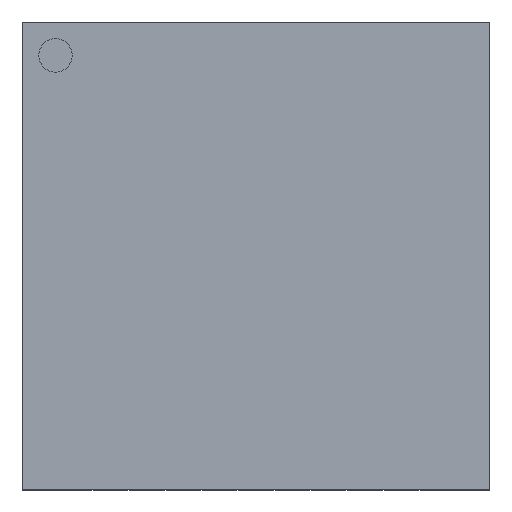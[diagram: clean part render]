
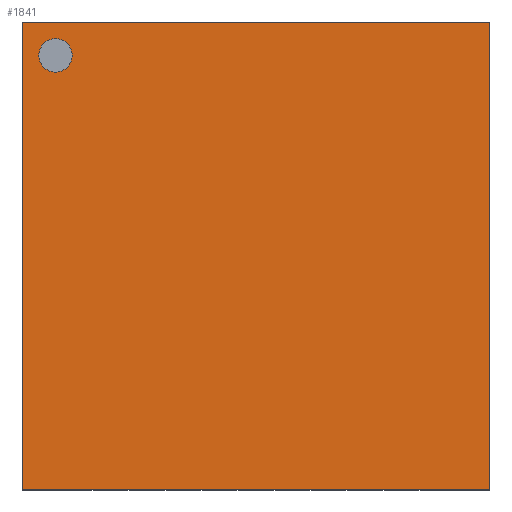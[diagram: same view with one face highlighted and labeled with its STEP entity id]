
A CAD part, top view. The second image highlights one B-rep face of the part: STEP entity #1841.
In plain terms, the highlighted planar face has unit normal (0, 0, 1).
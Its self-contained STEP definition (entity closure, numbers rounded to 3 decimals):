
#24 = VERTEX_POINT('',#25);
#25 = CARTESIAN_POINT('',(-2.75,3.,1.));
#32 = CYLINDRICAL_SURFACE('',#33,0.25);
#33 = AXIS2_PLACEMENT_3D('',#34,#35,#36);
#34 = CARTESIAN_POINT('',(-3.,3.,0.9));
#35 = DIRECTION('',(0.,0.,1.));
#36 = DIRECTION('',(1.,0.,0.));
#44 = CYLINDRICAL_SURFACE('',#45,0.25);
#45 = AXIS2_PLACEMENT_3D('',#46,#47,#48);
#46 = CARTESIAN_POINT('',(-3.,3.,0.9));
#47 = DIRECTION('',(0.,0.,1.));
#48 = DIRECTION('',(1.,0.,0.));
#56 = EDGE_CURVE('',#24,#57,#59,.T.);
#57 = VERTEX_POINT('',#58);
#58 = CARTESIAN_POINT('',(-3.25,3.,1.));
#59 = SURFACE_CURVE('',#60,(#65,#72),.PCURVE_S1.);
#60 = CIRCLE('',#61,0.25);
#61 = AXIS2_PLACEMENT_3D('',#62,#63,#64);
#62 = CARTESIAN_POINT('',(-3.,3.,1.));
#63 = DIRECTION('',(0.,0.,-1.));
#64 = DIRECTION('',(1.,0.,0.));
#65 = PCURVE('',#32,#66);
#66 = DEFINITIONAL_REPRESENTATION('',(#67),#71);
#67 = LINE('',#68,#69);
#68 = CARTESIAN_POINT('',(6.283,0.1));
#69 = VECTOR('',#70,1.);
#70 = DIRECTION('',(-1.,0.));
#71 = ( GEOMETRIC_REPRESENTATION_CONTEXT(2) 
PARAMETRIC_REPRESENTATION_CONTEXT() REPRESENTATION_CONTEXT('2D SPACE',''
  ) );
#72 = PCURVE('',#73,#78);
#73 = PLANE('',#74);
#74 = AXIS2_PLACEMENT_3D('',#75,#76,#77);
#75 = CARTESIAN_POINT('',(-3.5,-3.5,1.));
#76 = DIRECTION('',(0.,0.,1.));
#77 = DIRECTION('',(1.,0.,0.));
#78 = DEFINITIONAL_REPRESENTATION('',(#79),#87);
#79 = ( BOUNDED_CURVE() B_SPLINE_CURVE(2,(#80,#81,#82,#83,#84,#85,#86),
.UNSPECIFIED.,.T.,.F.) B_SPLINE_CURVE_WITH_KNOTS((1,2,2,2,2,1),(
    -2.094,0.,2.094,4.189,6.283,
8.378),.UNSPECIFIED.) CURVE() GEOMETRIC_REPRESENTATION_ITEM() 
RATIONAL_B_SPLINE_CURVE((1.,0.5,1.,0.5,1.,0.5,1.)) REPRESENTATION_ITEM(
  '') );
#80 = CARTESIAN_POINT('',(0.75,6.5));
#81 = CARTESIAN_POINT('',(0.75,6.067));
#82 = CARTESIAN_POINT('',(0.375,6.283));
#83 = CARTESIAN_POINT('',(0.,6.5));
#84 = CARTESIAN_POINT('',(0.375,6.717));
#85 = CARTESIAN_POINT('',(0.75,6.933));
#86 = CARTESIAN_POINT('',(0.75,6.5));
#87 = ( GEOMETRIC_REPRESENTATION_CONTEXT(2) 
PARAMETRIC_REPRESENTATION_CONTEXT() REPRESENTATION_CONTEXT('2D SPACE',''
  ) );
#1841 = ADVANCED_FACE('',(#1842,#1956),#73,.T.);
#1842 = FACE_BOUND('',#1843,.T.);
#1843 = EDGE_LOOP('',(#1844,#1874,#1902,#1930));
#1844 = ORIENTED_EDGE('',*,*,#1845,.T.);
#1845 = EDGE_CURVE('',#1846,#1848,#1850,.T.);
#1846 = VERTEX_POINT('',#1847);
#1847 = CARTESIAN_POINT('',(3.5,-3.5,1.));
#1848 = VERTEX_POINT('',#1849);
#1849 = CARTESIAN_POINT('',(3.5,3.5,1.));
#1850 = SURFACE_CURVE('',#1851,(#1855,#1862),.PCURVE_S1.);
#1851 = LINE('',#1852,#1853);
#1852 = CARTESIAN_POINT('',(3.5,-3.5,1.));
#1853 = VECTOR('',#1854,1.);
#1854 = DIRECTION('',(0.,1.,0.));
#1855 = PCURVE('',#73,#1856);
#1856 = DEFINITIONAL_REPRESENTATION('',(#1857),#1861);
#1857 = LINE('',#1858,#1859);
#1858 = CARTESIAN_POINT('',(7.,0.));
#1859 = VECTOR('',#1860,1.);
#1860 = DIRECTION('',(0.,1.));
#1861 = ( GEOMETRIC_REPRESENTATION_CONTEXT(2) 
PARAMETRIC_REPRESENTATION_CONTEXT() REPRESENTATION_CONTEXT('2D SPACE',''
  ) );
#1862 = PCURVE('',#1863,#1868);
#1863 = PLANE('',#1864);
#1864 = AXIS2_PLACEMENT_3D('',#1865,#1866,#1867);
#1865 = CARTESIAN_POINT('',(3.5,-3.5,1.));
#1866 = DIRECTION('',(-1.,0.,0.));
#1867 = DIRECTION('',(0.,0.,1.));
#1868 = DEFINITIONAL_REPRESENTATION('',(#1869),#1873);
#1869 = LINE('',#1870,#1871);
#1870 = CARTESIAN_POINT('',(0.,0.));
#1871 = VECTOR('',#1872,1.);
#1872 = DIRECTION('',(0.,1.));
#1873 = ( GEOMETRIC_REPRESENTATION_CONTEXT(2) 
PARAMETRIC_REPRESENTATION_CONTEXT() REPRESENTATION_CONTEXT('2D SPACE',''
  ) );
#1874 = ORIENTED_EDGE('',*,*,#1875,.T.);
#1875 = EDGE_CURVE('',#1848,#1876,#1878,.T.);
#1876 = VERTEX_POINT('',#1877);
#1877 = CARTESIAN_POINT('',(-3.5,3.5,1.));
#1878 = SURFACE_CURVE('',#1879,(#1883,#1890),.PCURVE_S1.);
#1879 = LINE('',#1880,#1881);
#1880 = CARTESIAN_POINT('',(-3.5,3.5,1.));
#1881 = VECTOR('',#1882,1.);
#1882 = DIRECTION('',(-1.,0.,0.));
#1883 = PCURVE('',#73,#1884);
#1884 = DEFINITIONAL_REPRESENTATION('',(#1885),#1889);
#1885 = LINE('',#1886,#1887);
#1886 = CARTESIAN_POINT('',(0.,7.));
#1887 = VECTOR('',#1888,1.);
#1888 = DIRECTION('',(-1.,0.));
#1889 = ( GEOMETRIC_REPRESENTATION_CONTEXT(2) 
PARAMETRIC_REPRESENTATION_CONTEXT() REPRESENTATION_CONTEXT('2D SPACE',''
  ) );
#1890 = PCURVE('',#1891,#1896);
#1891 = PLANE('',#1892);
#1892 = AXIS2_PLACEMENT_3D('',#1893,#1894,#1895);
#1893 = CARTESIAN_POINT('',(3.5,3.5,1.));
#1894 = DIRECTION('',(0.,-1.,0.));
#1895 = DIRECTION('',(0.,0.,-1.));
#1896 = DEFINITIONAL_REPRESENTATION('',(#1897),#1901);
#1897 = LINE('',#1898,#1899);
#1898 = CARTESIAN_POINT('',(-0.,-7.));
#1899 = VECTOR('',#1900,1.);
#1900 = DIRECTION('',(-0.,-1.));
#1901 = ( GEOMETRIC_REPRESENTATION_CONTEXT(2) 
PARAMETRIC_REPRESENTATION_CONTEXT() REPRESENTATION_CONTEXT('2D SPACE',''
  ) );
#1902 = ORIENTED_EDGE('',*,*,#1903,.T.);
#1903 = EDGE_CURVE('',#1876,#1904,#1906,.T.);
#1904 = VERTEX_POINT('',#1905);
#1905 = CARTESIAN_POINT('',(-3.5,-3.5,1.));
#1906 = SURFACE_CURVE('',#1907,(#1911,#1918),.PCURVE_S1.);
#1907 = LINE('',#1908,#1909);
#1908 = CARTESIAN_POINT('',(-3.5,-3.5,1.));
#1909 = VECTOR('',#1910,1.);
#1910 = DIRECTION('',(0.,-1.,0.));
#1911 = PCURVE('',#73,#1912);
#1912 = DEFINITIONAL_REPRESENTATION('',(#1913),#1917);
#1913 = LINE('',#1914,#1915);
#1914 = CARTESIAN_POINT('',(0.,0.));
#1915 = VECTOR('',#1916,1.);
#1916 = DIRECTION('',(0.,-1.));
#1917 = ( GEOMETRIC_REPRESENTATION_CONTEXT(2) 
PARAMETRIC_REPRESENTATION_CONTEXT() REPRESENTATION_CONTEXT('2D SPACE',''
  ) );
#1918 = PCURVE('',#1919,#1924);
#1919 = PLANE('',#1920);
#1920 = AXIS2_PLACEMENT_3D('',#1921,#1922,#1923);
#1921 = CARTESIAN_POINT('',(-3.5,3.5,1.));
#1922 = DIRECTION('',(1.,0.,0.));
#1923 = DIRECTION('',(0.,0.,-1.));
#1924 = DEFINITIONAL_REPRESENTATION('',(#1925),#1929);
#1925 = LINE('',#1926,#1927);
#1926 = CARTESIAN_POINT('',(0.,-7.));
#1927 = VECTOR('',#1928,1.);
#1928 = DIRECTION('',(0.,-1.));
#1929 = ( GEOMETRIC_REPRESENTATION_CONTEXT(2) 
PARAMETRIC_REPRESENTATION_CONTEXT() REPRESENTATION_CONTEXT('2D SPACE',''
  ) );
#1930 = ORIENTED_EDGE('',*,*,#1931,.T.);
#1931 = EDGE_CURVE('',#1904,#1846,#1932,.T.);
#1932 = SURFACE_CURVE('',#1933,(#1937,#1944),.PCURVE_S1.);
#1933 = LINE('',#1934,#1935);
#1934 = CARTESIAN_POINT('',(-3.5,-3.5,1.));
#1935 = VECTOR('',#1936,1.);
#1936 = DIRECTION('',(1.,0.,0.));
#1937 = PCURVE('',#73,#1938);
#1938 = DEFINITIONAL_REPRESENTATION('',(#1939),#1943);
#1939 = LINE('',#1940,#1941);
#1940 = CARTESIAN_POINT('',(0.,0.));
#1941 = VECTOR('',#1942,1.);
#1942 = DIRECTION('',(1.,0.));
#1943 = ( GEOMETRIC_REPRESENTATION_CONTEXT(2) 
PARAMETRIC_REPRESENTATION_CONTEXT() REPRESENTATION_CONTEXT('2D SPACE',''
  ) );
#1944 = PCURVE('',#1945,#1950);
#1945 = PLANE('',#1946);
#1946 = AXIS2_PLACEMENT_3D('',#1947,#1948,#1949);
#1947 = CARTESIAN_POINT('',(-3.5,-3.5,1.));
#1948 = DIRECTION('',(0.,1.,0.));
#1949 = DIRECTION('',(0.,0.,1.));
#1950 = DEFINITIONAL_REPRESENTATION('',(#1951),#1955);
#1951 = LINE('',#1952,#1953);
#1952 = CARTESIAN_POINT('',(0.,0.));
#1953 = VECTOR('',#1954,1.);
#1954 = DIRECTION('',(0.,1.));
#1955 = ( GEOMETRIC_REPRESENTATION_CONTEXT(2) 
PARAMETRIC_REPRESENTATION_CONTEXT() REPRESENTATION_CONTEXT('2D SPACE',''
  ) );
#1956 = FACE_BOUND('',#1957,.T.);
#1957 = EDGE_LOOP('',(#1958,#1959));
#1958 = ORIENTED_EDGE('',*,*,#56,.T.);
#1959 = ORIENTED_EDGE('',*,*,#1960,.T.);
#1960 = EDGE_CURVE('',#57,#24,#1961,.T.);
#1961 = SURFACE_CURVE('',#1962,(#1967,#1978),.PCURVE_S1.);
#1962 = CIRCLE('',#1963,0.25);
#1963 = AXIS2_PLACEMENT_3D('',#1964,#1965,#1966);
#1964 = CARTESIAN_POINT('',(-3.,3.,1.));
#1965 = DIRECTION('',(0.,0.,-1.));
#1966 = DIRECTION('',(1.,0.,0.));
#1967 = PCURVE('',#73,#1968);
#1968 = DEFINITIONAL_REPRESENTATION('',(#1969),#1977);
#1969 = ( BOUNDED_CURVE() B_SPLINE_CURVE(2,(#1970,#1971,#1972,#1973,
#1974,#1975,#1976),.UNSPECIFIED.,.T.,.F.) B_SPLINE_CURVE_WITH_KNOTS((1,2
    ,2,2,2,1),(-2.094,0.,2.094,4.189,
6.283,8.378),.UNSPECIFIED.) CURVE() 
GEOMETRIC_REPRESENTATION_ITEM() RATIONAL_B_SPLINE_CURVE((1.,0.5,1.,0.5,
1.,0.5,1.)) REPRESENTATION_ITEM('') );
#1970 = CARTESIAN_POINT('',(0.75,6.5));
#1971 = CARTESIAN_POINT('',(0.75,6.067));
#1972 = CARTESIAN_POINT('',(0.375,6.283));
#1973 = CARTESIAN_POINT('',(0.,6.5));
#1974 = CARTESIAN_POINT('',(0.375,6.717));
#1975 = CARTESIAN_POINT('',(0.75,6.933));
#1976 = CARTESIAN_POINT('',(0.75,6.5));
#1977 = ( GEOMETRIC_REPRESENTATION_CONTEXT(2) 
PARAMETRIC_REPRESENTATION_CONTEXT() REPRESENTATION_CONTEXT('2D SPACE',''
  ) );
#1978 = PCURVE('',#44,#1979);
#1979 = DEFINITIONAL_REPRESENTATION('',(#1980),#1984);
#1980 = LINE('',#1981,#1982);
#1981 = CARTESIAN_POINT('',(6.283,0.1));
#1982 = VECTOR('',#1983,1.);
#1983 = DIRECTION('',(-1.,0.));
#1984 = ( GEOMETRIC_REPRESENTATION_CONTEXT(2) 
PARAMETRIC_REPRESENTATION_CONTEXT() REPRESENTATION_CONTEXT('2D SPACE',''
  ) );
